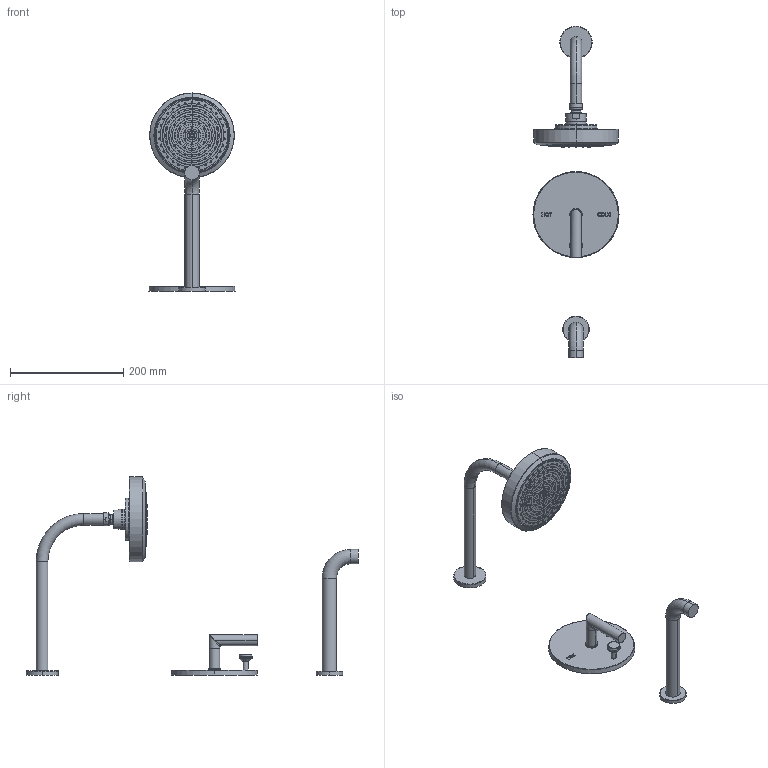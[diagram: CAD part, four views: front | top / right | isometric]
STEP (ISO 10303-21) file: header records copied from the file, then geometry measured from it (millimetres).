
FILE_DESCRIPTION((''),'2;1');
FILE_NAME('3-3102BP','2021-06-01T14:38:46',('jinson.thomas'),(''),'CREO PARAMETRIC BY PTC INC, 2018400','CREO PARAMETRIC BY PTC INC, 2018400','');
FILE_SCHEMA(('CONFIG_CONTROL_DESIGN'));
Length unit declared in the file: inch
Products named in the file (1): 3-3102BP
Bounding box: 152.4 x 587.38 x 350.49 mm (x, y, z)
Volume: 1032266 mm3; surface area: 158318.7 mm2
Topology: 3 solids, 3 shells, 1016 faces, 2626 edges, 1762 vertices
Faces by surface type: torus 248, cylinder 224, cone 194, plane 162, sphere 102, extrusion 76, bspline 10
Entity records: 47893 total; most frequent: CARTESIAN_POINT 23539, ORIENTED_EDGE 5252, DIRECTION 4790, EDGE_CURVE 2626, AXIS2_PLACEMENT_3D 1966, VERTEX_POINT 1762, EDGE_LOOP 1162, CIRCLE 1036
